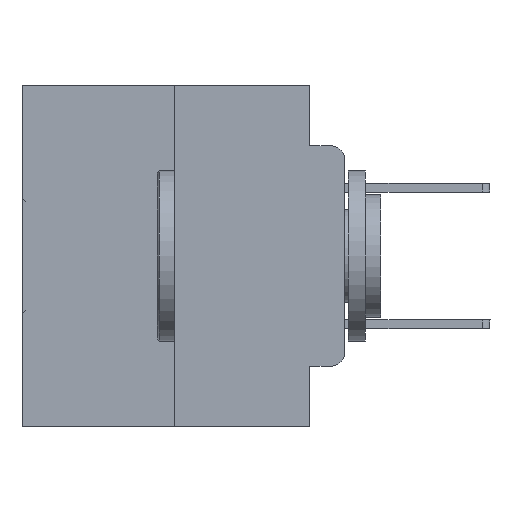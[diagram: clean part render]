
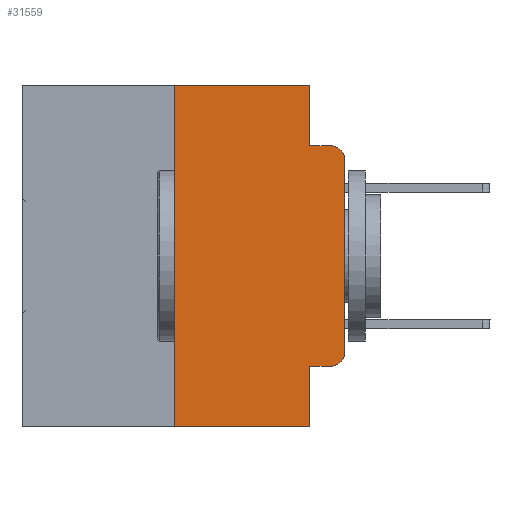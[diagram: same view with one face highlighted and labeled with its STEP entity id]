
A CAD part, left-side view. The second image highlights one B-rep face of the part: STEP entity #31559.
In plain terms, the highlighted planar face has unit normal (-1, 0, 0).
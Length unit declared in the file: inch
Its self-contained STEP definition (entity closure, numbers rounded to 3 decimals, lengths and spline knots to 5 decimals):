
#163 = ORIENTED_EDGE ( 'NONE', *, *, #3441, .F. ) ;
#321 = EDGE_CURVE ( 'NONE', #21335, #13295, #16774, .T. ) ;
#633 = LINE ( 'NONE', #27681, #7258 ) ;
#800 = ORIENTED_EDGE ( 'NONE', *, *, #7553, .T. ) ;
#1209 = LINE ( 'NONE', #9679, #26904 ) ;
#1910 = DIRECTION ( 'NONE',  ( 1., 0., 0. ) ) ;
#2016 = CARTESIAN_POINT ( 'NONE',  ( 0., 0.473, 0. ) ) ;
#2097 = LINE ( 'NONE', #26770, #10242 ) ;
#2180 = CARTESIAN_POINT ( 'NONE',  ( 0., 0., 0. ) ) ;
#2226 = DIRECTION ( 'NONE',  ( -1., 0., 0. ) ) ;
#2872 = ORIENTED_EDGE ( 'NONE', *, *, #6466, .F. ) ;
#3441 = EDGE_CURVE ( 'NONE', #5590, #23099, #2097, .T. ) ;
#3936 = LINE ( 'NONE', #3960, #28890 ) ;
#3960 = CARTESIAN_POINT ( 'NONE',  ( 0., 0.051, -0.4115 ) ) ;
#4127 = AXIS2_PLACEMENT_3D ( 'NONE', #19475, #4553, #7156 ) ;
#4553 = DIRECTION ( 'NONE',  ( -1., 0., 0. ) ) ;
#4585 = DIRECTION ( 'NONE',  ( 0., -1., 0. ) ) ;
#4696 = DIRECTION ( 'NONE',  ( 0., 0., -1. ) ) ;
#4807 = DIRECTION ( 'NONE',  ( 0., 0., -1. ) ) ;
#5004 = DIRECTION ( 'NONE',  ( 0., 0., -1. ) ) ;
#5105 = ORIENTED_EDGE ( 'NONE', *, *, #25743, .F. ) ;
#5429 = EDGE_CURVE ( 'NONE', #21335, #5590, #19522, .T. ) ;
#5541 = VERTEX_POINT ( 'NONE', #22466 ) ;
#5590 = VERTEX_POINT ( 'NONE', #24214 ) ;
#6466 = EDGE_CURVE ( 'NONE', #24752, #13989, #633, .T. ) ;
#7156 = DIRECTION ( 'NONE',  ( 0., 0., -1. ) ) ;
#7258 = VECTOR ( 'NONE', #24762, 39.37008 ) ;
#7396 = DIRECTION ( 'NONE',  ( 0., 0., 1. ) ) ;
#7553 = EDGE_CURVE ( 'NONE', #28325, #13989, #18094, .T. ) ;
#7742 = ORIENTED_EDGE ( 'NONE', *, *, #5429, .F. ) ;
#8205 = EDGE_CURVE ( 'NONE', #21654, #28325, #16523, .T. ) ;
#8309 = DIRECTION ( 'NONE',  ( 0., 0., 1. ) ) ;
#8532 = CARTESIAN_POINT ( 'NONE',  ( 0., 0., -0.1085 ) ) ;
#9326 = VECTOR ( 'NONE', #4585, 39.37008 ) ;
#9677 = ORIENTED_EDGE ( 'NONE', *, *, #8205, .T. ) ;
#9679 = CARTESIAN_POINT ( 'NONE',  ( 0., 0.051, 0. ) ) ;
#10242 = VECTOR ( 'NONE', #11278, 39.37008 ) ;
#11278 = DIRECTION ( 'NONE',  ( 0., -1., 0. ) ) ;
#12314 = ORIENTED_EDGE ( 'NONE', *, *, #20003, .T. ) ;
#12354 = VERTEX_POINT ( 'NONE', #13719 ) ;
#12469 = AXIS2_PLACEMENT_3D ( 'NONE', #2016, #1910, #29136 ) ;
#13295 = VERTEX_POINT ( 'NONE', #27531 ) ;
#13719 = CARTESIAN_POINT ( 'NONE',  ( 0., 0.051, -0.4115 ) ) ;
#13989 = VERTEX_POINT ( 'NONE', #23140 ) ;
#14005 = DIRECTION ( 'NONE',  ( 0., -1., 0. ) ) ;
#14489 = FACE_OUTER_BOUND ( 'NONE', #24572, .T. ) ;
#14830 = CARTESIAN_POINT ( 'NONE',  ( 0., 0.051, 0. ) ) ;
#15440 = CARTESIAN_POINT ( 'NONE',  ( 0., 0.25, 0. ) ) ;
#15818 = CARTESIAN_POINT ( 'NONE',  ( 0., 0.051, -0.0885 ) ) ;
#16523 = LINE ( 'NONE', #2180, #20772 ) ;
#16637 = LINE ( 'NONE', #22139, #19361 ) ;
#16774 = LINE ( 'NONE', #24520, #9326 ) ;
#17130 = ORIENTED_EDGE ( 'NONE', *, *, #321, .T. ) ;
#18094 = CIRCLE ( 'NONE', #30972, 0.02 ) ;
#18873 = CARTESIAN_POINT ( 'NONE',  ( 0., 0.25, -0.5 ) ) ;
#19361 = VECTOR ( 'NONE', #4807, 39.37008 ) ;
#19475 = CARTESIAN_POINT ( 'NONE',  ( 0., 0.02, -0.3915 ) ) ;
#19522 = LINE ( 'NONE', #15440, #24125 ) ;
#20003 = EDGE_CURVE ( 'NONE', #5541, #21654, #26210, .T. ) ;
#20071 = ORIENTED_EDGE ( 'NONE', *, *, #31647, .T. ) ;
#20772 = VECTOR ( 'NONE', #7396, 39.37008 ) ;
#21335 = VERTEX_POINT ( 'NONE', #18873 ) ;
#21654 = VERTEX_POINT ( 'NONE', #28506 ) ;
#22139 = CARTESIAN_POINT ( 'NONE',  ( 0., 0.051, 0. ) ) ;
#22466 = CARTESIAN_POINT ( 'NONE',  ( 0., 0.02, -0.4115 ) ) ;
#23099 = VERTEX_POINT ( 'NONE', #14830 ) ;
#23140 = CARTESIAN_POINT ( 'NONE',  ( 0., 0.02, -0.0885 ) ) ;
#23870 = ORIENTED_EDGE ( 'NONE', *, *, #26790, .F. ) ;
#24125 = VECTOR ( 'NONE', #8309, 39.37008 ) ;
#24214 = CARTESIAN_POINT ( 'NONE',  ( 0., 0.25, 0. ) ) ;
#24520 = CARTESIAN_POINT ( 'NONE',  ( 0., 0.473, -0.5 ) ) ;
#24572 = EDGE_LOOP ( 'NONE', ( #9677, #800, #2872, #23870, #163, #7742, #17130, #5105, #20071, #12314 ) ) ;
#24752 = VERTEX_POINT ( 'NONE', #15818 ) ;
#24762 = DIRECTION ( 'NONE',  ( 0., -1., 0. ) ) ;
#25743 = EDGE_CURVE ( 'NONE', #12354, #13295, #1209, .T. ) ;
#26210 = CIRCLE ( 'NONE', #4127, 0.02 ) ;
#26770 = CARTESIAN_POINT ( 'NONE',  ( 0., 0.473, 0. ) ) ;
#26790 = EDGE_CURVE ( 'NONE', #23099, #24752, #16637, .T. ) ;
#26904 = VECTOR ( 'NONE', #5004, 39.37008 ) ;
#27531 = CARTESIAN_POINT ( 'NONE',  ( 0., 0.051, -0.5 ) ) ;
#27681 = CARTESIAN_POINT ( 'NONE',  ( 0., 0.051, -0.0885 ) ) ;
#28325 = VERTEX_POINT ( 'NONE', #8532 ) ;
#28506 = CARTESIAN_POINT ( 'NONE',  ( 0., 0., -0.3915 ) ) ;
#28890 = VECTOR ( 'NONE', #14005, 39.37008 ) ;
#28915 = PLANE ( 'NONE',  #12469 ) ;
#29136 = DIRECTION ( 'NONE',  ( 0., 0., -1. ) ) ;
#29432 = CARTESIAN_POINT ( 'NONE',  ( 0., 0.02, -0.1085 ) ) ;
#30972 = AXIS2_PLACEMENT_3D ( 'NONE', #29432, #2226, #4696 ) ;
#31559 = ADVANCED_FACE ( 'NONE', ( #14489 ), #28915, .F. ) ;
#31647 = EDGE_CURVE ( 'NONE', #12354, #5541, #3936, .T. ) ;
